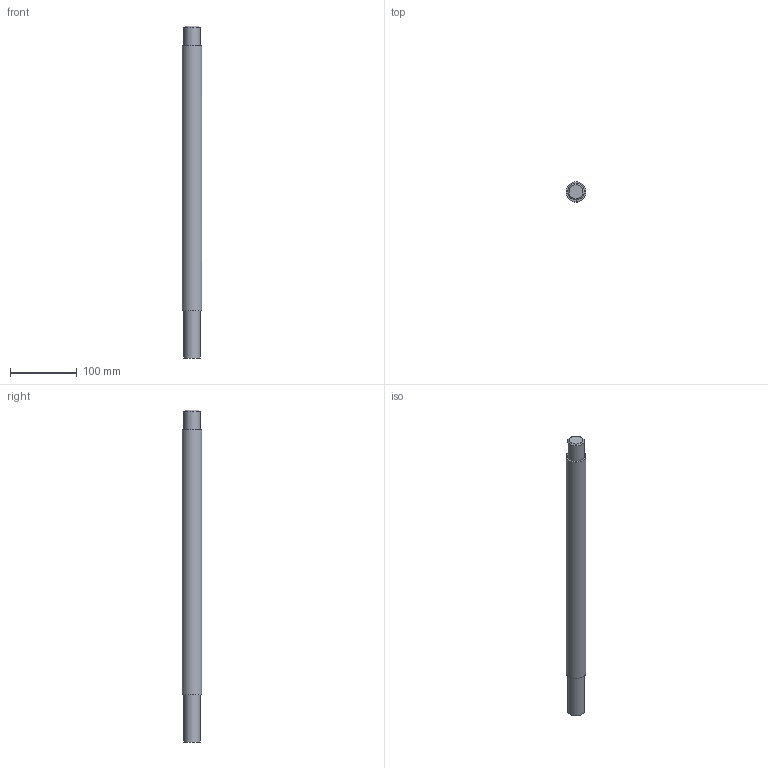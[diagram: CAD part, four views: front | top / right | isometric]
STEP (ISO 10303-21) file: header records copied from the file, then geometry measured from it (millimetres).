
FILE_DESCRIPTION( ('This file contains a STEP AP42 implementation' ,'as created by ZW3D STEP Interface translator.' ,'') ,'2;1' );
FILE_NAME( '蚾沓攫粣.ipt.stp' ,'251027.114759', (''), ('ZWCAD Software Co.'), 'Version 1.0', 'ZW3D to STEP translator', '' );
FILE_SCHEMA(('AUTOMOTIVE_DESIGN { 1 0 10303 214 1 1 1 1 }'));
Length unit declared in the file: millimetre
Products named in the file (1): 0
Bounding box: 30 x 30 x 499 mm (x, y, z)
Volume: 328930.9 mm3; surface area: 47255.9 mm2
Topology: 1 solids, 1 shells, 44 faces, 106 edges, 70 vertices
Faces by surface type: cylinder 19, plane 16, torus 8, cone 1
Full cylindrical faces by diameter (mm): 25 x2, 30 x1
Entity records: 1476 total; most frequent: CARTESIAN_POINT 365, DIRECTION 226, ORIENTED_EDGE 212, EDGE_CURVE 106, AXIS2_PLACEMENT_3D 91, VERTEX_POINT 70, EDGE_LOOP 50, CIRCLE 46
